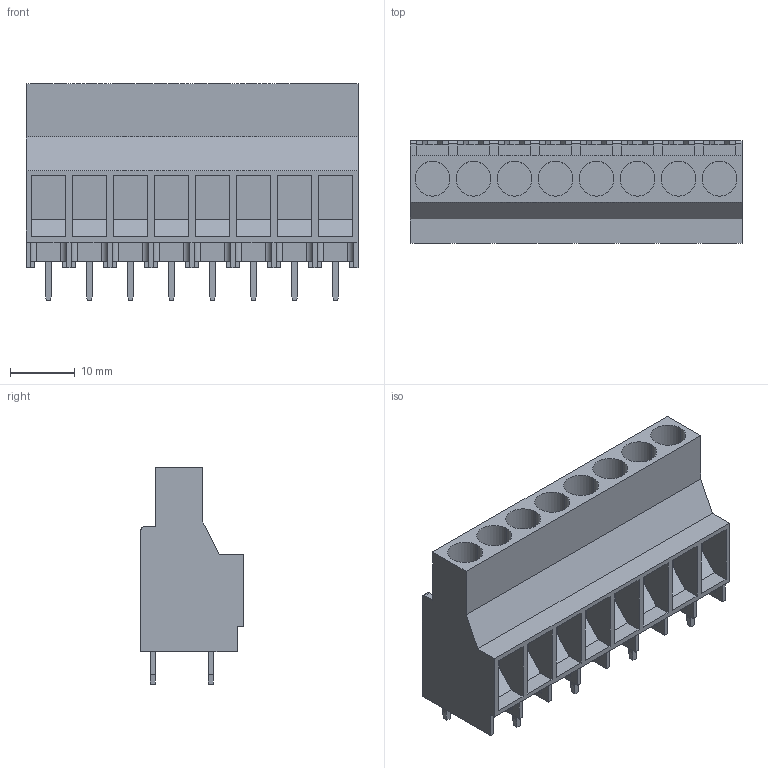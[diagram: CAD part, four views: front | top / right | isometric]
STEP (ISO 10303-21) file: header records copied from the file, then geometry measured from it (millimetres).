
FILE_DESCRIPTION(('CATIA V5 STEP Exchange','CAx-IF Rec.Pracs.--- Model Styling and Organization---1.2---2011-12-15'),'2;1');
FILE_NAME ('D1451354_0_1356900000_1356900000.stp','2018-09-11T05:57:09+00:00',('none'),('Weidmueller'),'CATIA Version 5-6 Release 2014','CATIA V5 STEP AP214','none');
FILE_SCHEMA(('AUTOMOTIVE_DESIGN { 1 0 10303 214 1 1 1 1 }'));
Length unit declared in the file: millimetre
Products named in the file (1): 1356900000
Bounding box: 51.4 x 15.85 x 33.5 mm (x, y, z)
Volume: 13791.7 mm3; surface area: 7770.1 mm2
Topology: 9 solids, 9 shells, 334 faces, 900 edges, 600 vertices
Faces by surface type: plane 293, cylinder 41
Entity records: 9560 total; most frequent: ORIENTED_EDGE 1800, CARTESIAN_POINT 1694, DIRECTION 1286, EDGE_CURVE 900, VECTOR 818, LINE 818, VERTEX_POINT 600, EDGE_LOOP 350
